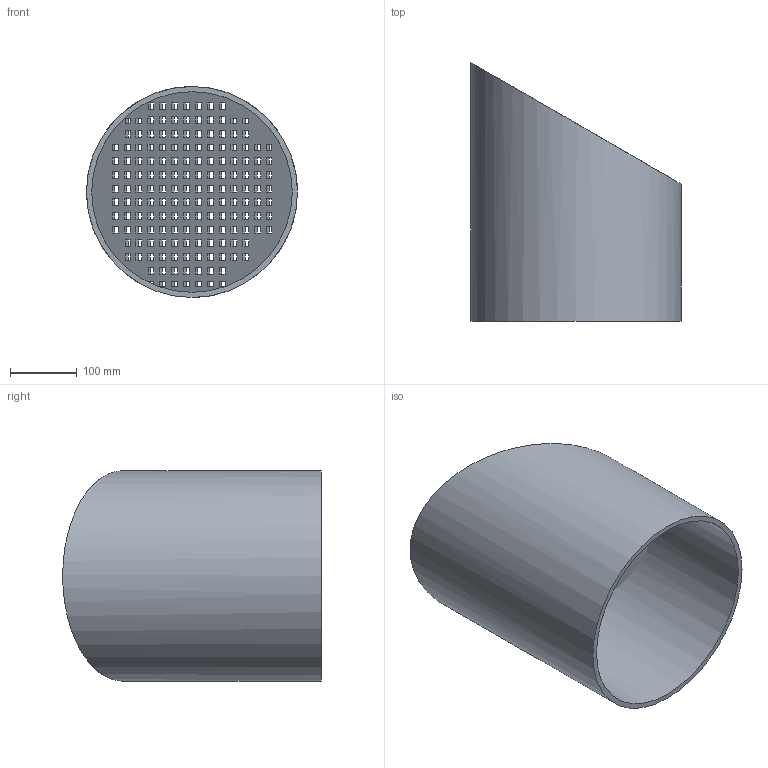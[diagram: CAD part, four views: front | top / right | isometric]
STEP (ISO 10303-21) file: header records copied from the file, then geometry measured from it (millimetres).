
FILE_DESCRIPTION( ( 'STEP AP214' ), '1' );
FILE_NAME( '3001556H.stp', '2021-12-07T12:51:23', ( 'License CC BY-ND 4.0' ), ( 'CADENAS' ), ' ', 'PARTsolutions', ' ' );
FILE_SCHEMA( ( 'AUTOMOTIVE_DESIGN { 1 0 10303 214 1 1 1 1 }' ) );
Length unit declared in the file: millimetre
Products named in the file (3): 3001556H; _3001556H_M; _3001556H_P
Assembly tree (2 placements, depth 2):
  3001556H
    _3001556H_M
    _3001556H_P
Bounding box: 315 x 386.3 x 315 mm (x, y, z)
Volume: 2727234.6 mm3; surface area: 783579.3 mm2
Topology: 2 solids, 2 shells, 663 faces, 1979 edges, 1320 vertices
Faces by surface type: plane 660, cylinder 3
Full cylindrical faces by diameter (mm): 299.6 x1, 315 x1
Entity records: 27798 total; most frequent: CARTESIAN_POINT 3959, ORIENTED_EDGE 3950, DIRECTION 3314, EDGE_CURVE 1975, LINE 1968, VECTOR 1968, VERTEX_POINT 1318, EDGE_LOOP 991
